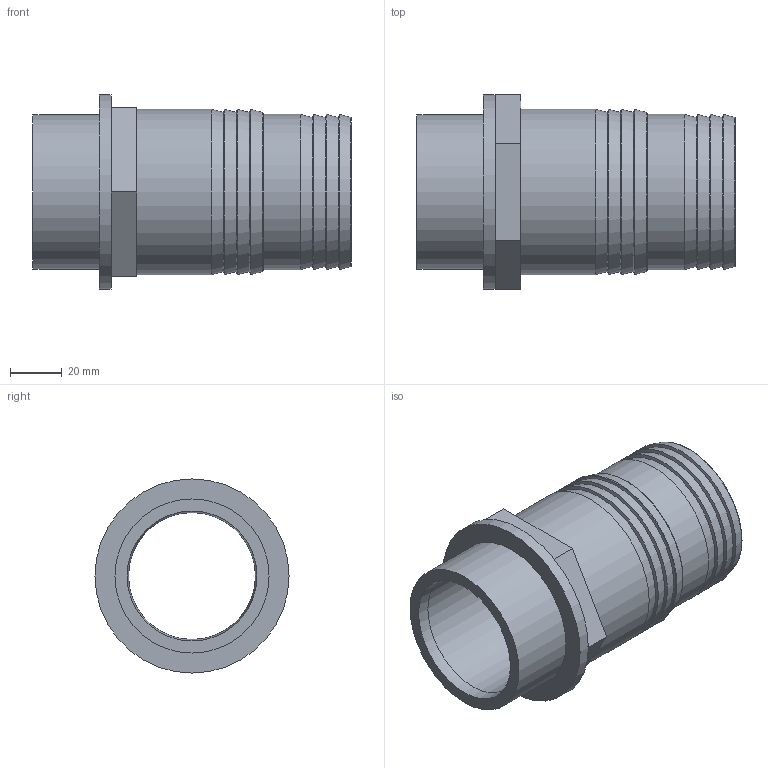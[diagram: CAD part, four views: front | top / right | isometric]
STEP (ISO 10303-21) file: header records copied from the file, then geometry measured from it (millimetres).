
FILE_DESCRIPTION(/* description */ (''),/* implementation_level */ '2;1');
FILE_NAME(/* name */ 'AFV200060064.ipt.stp',/* time_stamp */ '2013-10-01T14:35:20+02:00',/* author */ ('bfaro'),/* organization */ (''),/* preprocessor_version */ 'ST-DEVELOPER v15.2',/* originating_system */ 'Autodesk Inventor 2014',/* authorisation */ '');
FILE_SCHEMA (('AUTOMOTIVE_DESIGN { 1 0 10303 214 3 1 1 }'));
Length unit declared in the file: millimetre
Products named in the file (1): AFV200060064
Bounding box: 123 x 75.06 x 75.06 mm (x, y, z)
Volume: 143973.3 mm3; surface area: 48951.9 mm2
Topology: 1 solids, 1 shells, 40 faces, 77 edges, 42 vertices
Faces by surface type: plane 17, cone 15, cylinder 5, torus 3
Full cylindrical faces by diameter (mm): 49.051 x1, 59.6 x1, 60 x1, 64 x1, 75.056 x1
Entity records: 873 total; most frequent: DIRECTION 166, CARTESIAN_POINT 131, ORIENTED_EDGE 102, AXIS2_PLACEMENT_3D 74, EDGE_LOOP 68, EDGE_CURVE 51, FACE_OUTER_BOUND 40, ADVANCED_FACE 40
